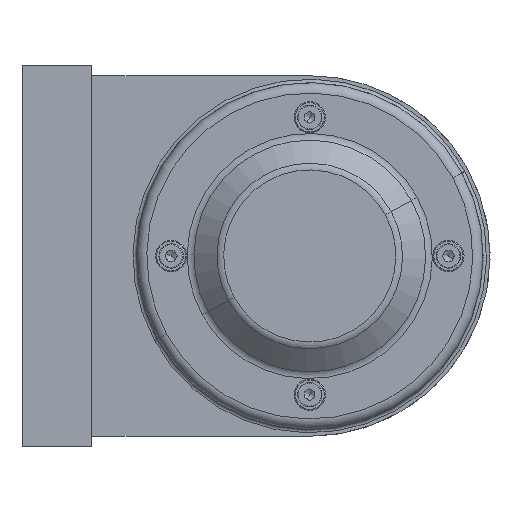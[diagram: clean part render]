
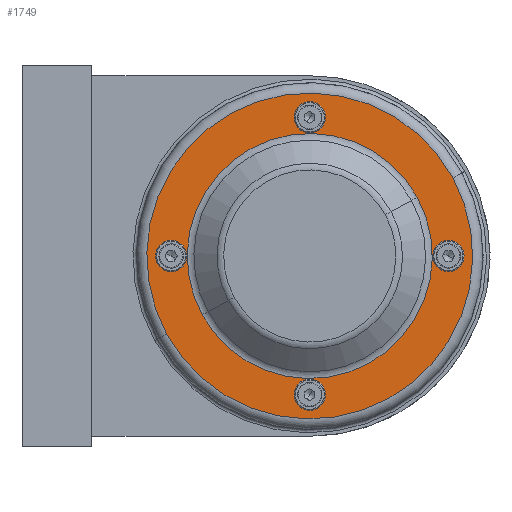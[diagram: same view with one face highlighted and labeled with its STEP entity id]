
A CAD part, left-side view. The second image highlights one B-rep face of the part: STEP entity #1749.
In plain terms, the highlighted face is planar.
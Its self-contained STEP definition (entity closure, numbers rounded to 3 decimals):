
#1598=CARTESIAN_POINT('Axis2P3D Location',(40.,0.,7.)) ;
#1602=CARTESIAN_POINT('Vertex',(37.75,0.,7.)) ;
#1604=CARTESIAN_POINT('Vertex',(42.25,0.,7.)) ;
#1633=CARTESIAN_POINT('Axis2P3D Location',(40.,0.,7.)) ;
#1650=CARTESIAN_POINT('Axis2P3D Location',(0.,47.,7.)) ;
#1655=CARTESIAN_POINT('Axis2P3D Location',(0.,0.,7.)) ;
#1659=CARTESIAN_POINT('Vertex',(22.533,-41.246,7.)) ;
#1661=CARTESIAN_POINT('Vertex',(-22.533,41.246,7.)) ;
#1664=CARTESIAN_POINT('Axis2P3D Location',(0.,0.,7.)) ;
#1677=CARTESIAN_POINT('Axis2P3D Location',(0.,0.,7.)) ;
#1681=CARTESIAN_POINT('Vertex',(-16.946,31.019,7.)) ;
#1683=CARTESIAN_POINT('Vertex',(16.946,-31.019,7.)) ;
#1686=CARTESIAN_POINT('Axis2P3D Location',(0.,0.,7.)) ;
#1695=CARTESIAN_POINT('Axis2P3D Location',(0.,40.,7.)) ;
#1699=CARTESIAN_POINT('Vertex',(0.,42.25,7.)) ;
#1701=CARTESIAN_POINT('Vertex',(0.,37.75,7.)) ;
#1704=CARTESIAN_POINT('Axis2P3D Location',(0.,40.,7.)) ;
#1713=CARTESIAN_POINT('Axis2P3D Location',(-40.,0.,7.)) ;
#1717=CARTESIAN_POINT('Vertex',(-42.25,0.,7.)) ;
#1719=CARTESIAN_POINT('Vertex',(-37.75,0.,7.)) ;
#1722=CARTESIAN_POINT('Axis2P3D Location',(-40.,0.,7.)) ;
#1731=CARTESIAN_POINT('Axis2P3D Location',(0.,-40.,7.)) ;
#1735=CARTESIAN_POINT('Vertex',(0.,-42.25,7.)) ;
#1737=CARTESIAN_POINT('Vertex',(0.,-37.75,7.)) ;
#1740=CARTESIAN_POINT('Axis2P3D Location',(0.,-40.,7.)) ;
#1599=DIRECTION('Axis2P3D Direction',(0.,0.,1.)) ;
#1634=DIRECTION('Axis2P3D Direction',(0.,0.,1.)) ;
#1651=DIRECTION('Axis2P3D Direction',(0.,0.,1.)) ;
#1652=DIRECTION('Axis2P3D XDirection',(1.,0.,0.)) ;
#1656=DIRECTION('Axis2P3D Direction',(0.,0.,1.)) ;
#1665=DIRECTION('Axis2P3D Direction',(0.,0.,1.)) ;
#1678=DIRECTION('Axis2P3D Direction',(0.,0.,1.)) ;
#1687=DIRECTION('Axis2P3D Direction',(0.,0.,1.)) ;
#1696=DIRECTION('Axis2P3D Direction',(0.,0.,1.)) ;
#1705=DIRECTION('Axis2P3D Direction',(0.,0.,1.)) ;
#1714=DIRECTION('Axis2P3D Direction',(0.,0.,1.)) ;
#1723=DIRECTION('Axis2P3D Direction',(0.,0.,1.)) ;
#1732=DIRECTION('Axis2P3D Direction',(0.,0.,1.)) ;
#1741=DIRECTION('Axis2P3D Direction',(0.,0.,1.)) ;
#1600=AXIS2_PLACEMENT_3D('Circle Axis2P3D',#1598,#1599,$) ;
#1635=AXIS2_PLACEMENT_3D('Circle Axis2P3D',#1633,#1634,$) ;
#1653=AXIS2_PLACEMENT_3D('Plane Axis2P3D',#1650,#1651,#1652) ;
#1657=AXIS2_PLACEMENT_3D('Circle Axis2P3D',#1655,#1656,$) ;
#1666=AXIS2_PLACEMENT_3D('Circle Axis2P3D',#1664,#1665,$) ;
#1679=AXIS2_PLACEMENT_3D('Circle Axis2P3D',#1677,#1678,$) ;
#1688=AXIS2_PLACEMENT_3D('Circle Axis2P3D',#1686,#1687,$) ;
#1697=AXIS2_PLACEMENT_3D('Circle Axis2P3D',#1695,#1696,$) ;
#1706=AXIS2_PLACEMENT_3D('Circle Axis2P3D',#1704,#1705,$) ;
#1715=AXIS2_PLACEMENT_3D('Circle Axis2P3D',#1713,#1714,$) ;
#1724=AXIS2_PLACEMENT_3D('Circle Axis2P3D',#1722,#1723,$) ;
#1733=AXIS2_PLACEMENT_3D('Circle Axis2P3D',#1731,#1732,$) ;
#1742=AXIS2_PLACEMENT_3D('Circle Axis2P3D',#1740,#1741,$) ;
#1670=ORIENTED_EDGE('',*,*,#1663,.T.) ;
#1671=ORIENTED_EDGE('',*,*,#1668,.T.) ;
#1674=ORIENTED_EDGE('',*,*,#1637,.F.) ;
#1675=ORIENTED_EDGE('',*,*,#1606,.F.) ;
#1692=ORIENTED_EDGE('',*,*,#1685,.F.) ;
#1693=ORIENTED_EDGE('',*,*,#1690,.F.) ;
#1710=ORIENTED_EDGE('',*,*,#1703,.F.) ;
#1711=ORIENTED_EDGE('',*,*,#1708,.F.) ;
#1728=ORIENTED_EDGE('',*,*,#1721,.F.) ;
#1729=ORIENTED_EDGE('',*,*,#1726,.F.) ;
#1746=ORIENTED_EDGE('',*,*,#1739,.F.) ;
#1747=ORIENTED_EDGE('',*,*,#1744,.F.) ;
#1676=FACE_BOUND('',#1673,.T.) ;
#1694=FACE_BOUND('',#1691,.T.) ;
#1712=FACE_BOUND('',#1709,.T.) ;
#1730=FACE_BOUND('',#1727,.T.) ;
#1748=FACE_BOUND('',#1745,.T.) ;
#1749=ADVANCED_FACE('PartBody',(#1672,#1676,#1694,#1712,#1730,#1748),#1654,.T.) ;
#1601=CIRCLE('generated circle',#1600,2.25) ;
#1636=CIRCLE('generated circle',#1635,2.25) ;
#1658=CIRCLE('generated circle',#1657,47.) ;
#1667=CIRCLE('generated circle',#1666,47.) ;
#1680=CIRCLE('generated circle',#1679,35.346) ;
#1689=CIRCLE('generated circle',#1688,35.346) ;
#1698=CIRCLE('generated circle',#1697,2.25) ;
#1707=CIRCLE('generated circle',#1706,2.25) ;
#1716=CIRCLE('generated circle',#1715,2.25) ;
#1725=CIRCLE('generated circle',#1724,2.25) ;
#1734=CIRCLE('generated circle',#1733,2.25) ;
#1743=CIRCLE('generated circle',#1742,2.25) ;
#1606=EDGE_CURVE('',#1603,#1605,#1601,.T.) ;
#1637=EDGE_CURVE('',#1605,#1603,#1636,.T.) ;
#1663=EDGE_CURVE('',#1660,#1662,#1658,.T.) ;
#1668=EDGE_CURVE('',#1662,#1660,#1667,.T.) ;
#1685=EDGE_CURVE('',#1682,#1684,#1680,.T.) ;
#1690=EDGE_CURVE('',#1684,#1682,#1689,.T.) ;
#1703=EDGE_CURVE('',#1700,#1702,#1698,.T.) ;
#1708=EDGE_CURVE('',#1702,#1700,#1707,.T.) ;
#1721=EDGE_CURVE('',#1718,#1720,#1716,.T.) ;
#1726=EDGE_CURVE('',#1720,#1718,#1725,.T.) ;
#1739=EDGE_CURVE('',#1736,#1738,#1734,.T.) ;
#1744=EDGE_CURVE('',#1738,#1736,#1743,.T.) ;
#1669=EDGE_LOOP('',(#1670,#1671)) ;
#1673=EDGE_LOOP('',(#1674,#1675)) ;
#1691=EDGE_LOOP('',(#1692,#1693)) ;
#1709=EDGE_LOOP('',(#1710,#1711)) ;
#1727=EDGE_LOOP('',(#1728,#1729)) ;
#1745=EDGE_LOOP('',(#1746,#1747)) ;
#1672=FACE_OUTER_BOUND('',#1669,.T.) ;
#1654=PLANE('',#1653) ;
#1603=VERTEX_POINT('',#1602) ;
#1605=VERTEX_POINT('',#1604) ;
#1660=VERTEX_POINT('',#1659) ;
#1662=VERTEX_POINT('',#1661) ;
#1682=VERTEX_POINT('',#1681) ;
#1684=VERTEX_POINT('',#1683) ;
#1700=VERTEX_POINT('',#1699) ;
#1702=VERTEX_POINT('',#1701) ;
#1718=VERTEX_POINT('',#1717) ;
#1720=VERTEX_POINT('',#1719) ;
#1736=VERTEX_POINT('',#1735) ;
#1738=VERTEX_POINT('',#1737) ;
